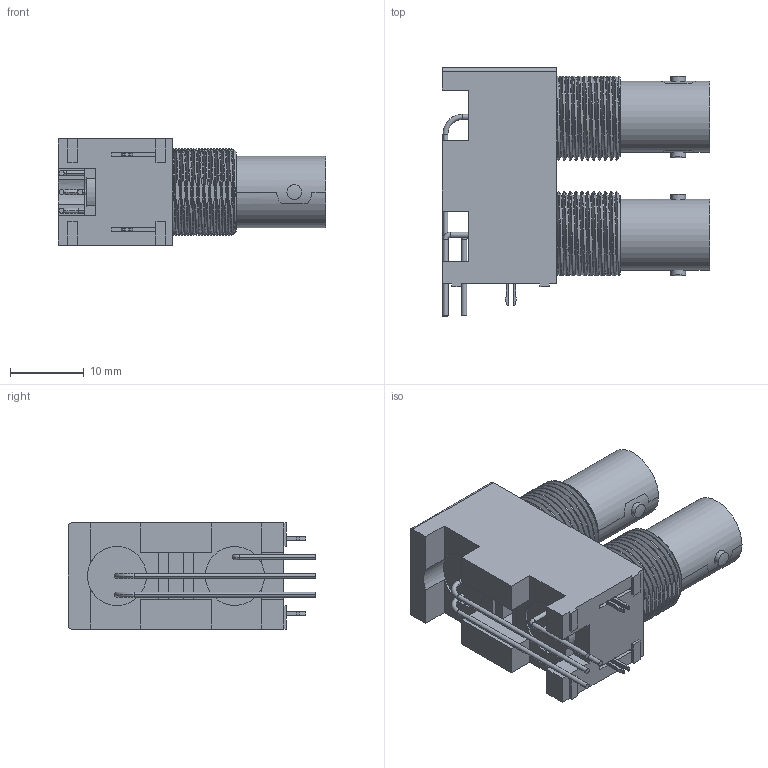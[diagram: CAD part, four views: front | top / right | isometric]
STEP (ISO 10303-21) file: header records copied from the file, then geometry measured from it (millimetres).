
FILE_DESCRIPTION((''),'2;1');
FILE_NAME('31-6575_1','2015-12-15T',('Madhan'),(''),'PRO/ENGINEER BY PARAMETRIC TECHNOLOGY CORPORATION, 2014440','PRO/ENGINEER BY PARAMETRIC TECHNOLOGY CORPORATION, 2014440','');
FILE_SCHEMA(('CONFIG_CONTROL_DESIGN'));
Length unit declared in the file: millimetre
Products named in the file (1): 31-6575_1
Bounding box: 36.21 x 33.63 x 14.4 mm (x, y, z)
Surface area: 5688.7 mm2 (no closed solid volume)
Topology: 0 solids, 15 shells, 448 faces, 1802 edges, 1374 vertices
Faces by surface type: cone 184, plane 156, cylinder 76, bspline 24, torus 8
Entity records: 28798 total; most frequent: CARTESIAN_POINT 14938, ORIENTED_EDGE 2644, DIRECTION 2636, EDGE_CURVE 1798, VERTEX_POINT 1374, AXIS2_PLACEMENT_3D 910, VECTOR 816, LINE 816
